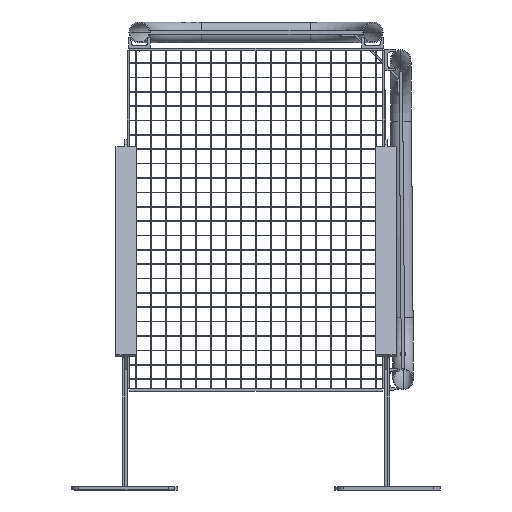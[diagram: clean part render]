
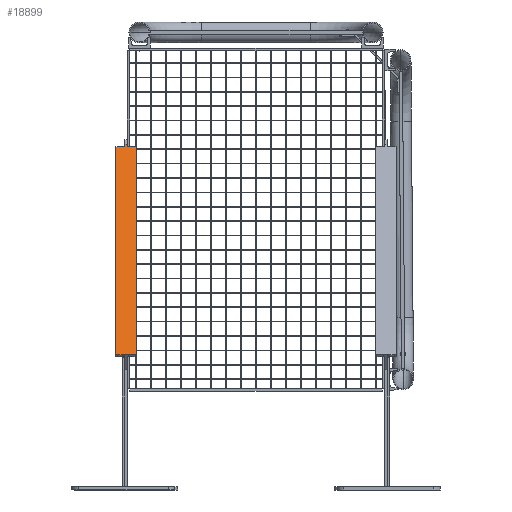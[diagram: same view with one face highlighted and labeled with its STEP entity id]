
A CAD part, front view. The second image highlights one B-rep face of the part: STEP entity #18899.
In plain terms, the highlighted planar face has unit normal (0, -0.652, 0.758).
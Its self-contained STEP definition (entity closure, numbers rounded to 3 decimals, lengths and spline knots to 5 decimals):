
#761 = LINE ( 'NONE', #6492, #16206 ) ;
#3045 = DIRECTION ( 'NONE',  ( 0., -0.758, -0.652 ) ) ;
#3839 = VERTEX_POINT ( 'NONE', #41378 ) ;
#4497 = AXIS2_PLACEMENT_3D ( 'NONE', #78277, #15735, #58575 ) ;
#5582 = EDGE_LOOP ( 'NONE', ( #32681, #57715, #30658, #35173, #45702, #79350, #65754, #59550, #22657, #10290 ) ) ;
#6492 = CARTESIAN_POINT ( 'NONE',  ( -0.2795, -0.08948, 0.17008 ) ) ;
#8156 = CARTESIAN_POINT ( 'NONE',  ( -0.3105, -0.08948, 0.17008 ) ) ;
#10003 = CARTESIAN_POINT ( 'NONE',  ( -0.306, -0.69639, -0.3517 ) ) ;
#10290 = ORIENTED_EDGE ( 'NONE', *, *, #38098, .F. ) ;
#11320 = VECTOR ( 'NONE', #23843, 1. ) ;
#11893 = LINE ( 'NONE', #73172, #11320 ) ;
#11941 = AXIS2_PLACEMENT_3D ( 'NONE', #10003, #78683, #3045 ) ;
#15735 = DIRECTION ( 'NONE',  ( 0., 0.652, -0.758 ) ) ;
#15935 = VERTEX_POINT ( 'NONE', #8156 ) ;
#16206 = VECTOR ( 'NONE', #37739, 1. ) ;
#16972 = EDGE_CURVE ( 'NONE', #19974, #64490, #11893, .T. ) ;
#18047 = EDGE_CURVE ( 'NONE', #3839, #51861, #46619, .T. ) ;
#18251 = LINE ( 'NONE', #80814, #74907 ) ;
#18879 = VECTOR ( 'NONE', #57282, 1. ) ;
#18899 = ADVANCED_FACE ( 'NONE', ( #65923 ), #27722, .F. ) ;
#19529 = DIRECTION ( 'NONE',  ( 0., -0.758, -0.652 ) ) ;
#19946 = CARTESIAN_POINT ( 'NONE',  ( -0.3, -0.08607, 0.17302 ) ) ;
#19974 = VERTEX_POINT ( 'NONE', #38141 ) ;
#22657 = ORIENTED_EDGE ( 'NONE', *, *, #75598, .T. ) ;
#23717 = VERTEX_POINT ( 'NONE', #19946 ) ;
#23843 = DIRECTION ( 'NONE',  ( 0., 0.758, 0.652 ) ) ;
#25976 = VERTEX_POINT ( 'NONE', #44792 ) ;
#26220 = DIRECTION ( 'NONE',  ( 0., 0.758, 0.652 ) ) ;
#27038 = LINE ( 'NONE', #38555, #61005 ) ;
#27722 = PLANE ( 'NONE',  #11941 ) ;
#29518 = CARTESIAN_POINT ( 'NONE',  ( -0.306, -0.0819, 0.1766 ) ) ;
#29702 = EDGE_CURVE ( 'NONE', #63816, #23717, #36289, .T. ) ;
#29710 = AXIS2_PLACEMENT_3D ( 'NONE', #57006, #70131, #19529 ) ;
#30658 = ORIENTED_EDGE ( 'NONE', *, *, #35143, .T. ) ;
#32681 = ORIENTED_EDGE ( 'NONE', *, *, #65979, .F. ) ;
#35143 = EDGE_CURVE ( 'NONE', #51861, #41581, #18251, .T. ) ;
#35173 = ORIENTED_EDGE ( 'NONE', *, *, #74730, .T. ) ;
#36289 = CIRCLE ( 'NONE', #29710, 0.0045 ) ;
#36629 = DIRECTION ( 'NONE',  ( 0., 0.758, 0.652 ) ) ;
#37739 = DIRECTION ( 'NONE',  ( -1., 0., 0. ) ) ;
#38098 = EDGE_CURVE ( 'NONE', #25976, #15935, #45252, .T. ) ;
#38141 = CARTESIAN_POINT ( 'NONE',  ( -0.306, -0.08607, 0.17302 ) ) ;
#38347 = LINE ( 'NONE', #50702, #18879 ) ;
#38555 = CARTESIAN_POINT ( 'NONE',  ( -0.3265, -0.69639, -0.3517 ) ) ;
#41378 = CARTESIAN_POINT ( 'NONE',  ( -0.3265, -0.65377, -0.31507 ) ) ;
#41581 = VERTEX_POINT ( 'NONE', #44058 ) ;
#44058 = CARTESIAN_POINT ( 'NONE',  ( -0.2795, -0.08948, 0.17008 ) ) ;
#44792 = CARTESIAN_POINT ( 'NONE',  ( -0.3265, -0.08948, 0.17008 ) ) ;
#45252 = LINE ( 'NONE', #70320, #73399 ) ;
#45702 = ORIENTED_EDGE ( 'NONE', *, *, #29702, .T. ) ;
#45715 = CARTESIAN_POINT ( 'NONE',  ( -0.2795, -0.65377, -0.31507 ) ) ;
#46619 = LINE ( 'NONE', #70475, #68305 ) ;
#50702 = CARTESIAN_POINT ( 'NONE',  ( -0.306, -0.0819, 0.1766 ) ) ;
#51861 = VERTEX_POINT ( 'NONE', #45715 ) ;
#51987 = DIRECTION ( 'NONE',  ( 1., 0., 0. ) ) ;
#52910 = EDGE_CURVE ( 'NONE', #64490, #72650, #38347, .T. ) ;
#53574 = VECTOR ( 'NONE', #36629, 1. ) ;
#54908 = DIRECTION ( 'NONE',  ( 0., 0.758, 0.652 ) ) ;
#55736 = CIRCLE ( 'NONE', #4497, 0.0045 ) ;
#56047 = CARTESIAN_POINT ( 'NONE',  ( -0.3, -0.0819, 0.1766 ) ) ;
#57006 = CARTESIAN_POINT ( 'NONE',  ( -0.2955, -0.08607, 0.17302 ) ) ;
#57282 = DIRECTION ( 'NONE',  ( 1., 0., 0. ) ) ;
#57715 = ORIENTED_EDGE ( 'NONE', *, *, #18047, .T. ) ;
#57998 = DIRECTION ( 'NONE',  ( 1., 0., 0. ) ) ;
#58575 = DIRECTION ( 'NONE',  ( 0., -0.758, -0.652 ) ) ;
#59550 = ORIENTED_EDGE ( 'NONE', *, *, #16972, .F. ) ;
#61005 = VECTOR ( 'NONE', #26220, 1. ) ;
#63816 = VERTEX_POINT ( 'NONE', #79812 ) ;
#64490 = VERTEX_POINT ( 'NONE', #29518 ) ;
#65754 = ORIENTED_EDGE ( 'NONE', *, *, #52910, .F. ) ;
#65923 = FACE_OUTER_BOUND ( 'NONE', #5582, .T. ) ;
#65979 = EDGE_CURVE ( 'NONE', #3839, #25976, #27038, .T. ) ;
#68305 = VECTOR ( 'NONE', #51987, 1. ) ;
#70131 = DIRECTION ( 'NONE',  ( 0., 0.652, -0.758 ) ) ;
#70320 = CARTESIAN_POINT ( 'NONE',  ( -0.3265, -0.08948, 0.17008 ) ) ;
#70475 = CARTESIAN_POINT ( 'NONE',  ( -0.306, -0.65377, -0.31507 ) ) ;
#70497 = EDGE_CURVE ( 'NONE', #23717, #72650, #80655, .T. ) ;
#72650 = VERTEX_POINT ( 'NONE', #56047 ) ;
#73172 = CARTESIAN_POINT ( 'NONE',  ( -0.306, -0.69639, -0.3517 ) ) ;
#73399 = VECTOR ( 'NONE', #57998, 1. ) ;
#74730 = EDGE_CURVE ( 'NONE', #41581, #63816, #761, .T. ) ;
#74907 = VECTOR ( 'NONE', #54908, 1. ) ;
#75598 = EDGE_CURVE ( 'NONE', #19974, #15935, #55736, .T. ) ;
#75691 = CARTESIAN_POINT ( 'NONE',  ( -0.3, -0.69639, -0.3517 ) ) ;
#78277 = CARTESIAN_POINT ( 'NONE',  ( -0.3105, -0.08607, 0.17302 ) ) ;
#78683 = DIRECTION ( 'NONE',  ( 0., 0.652, -0.758 ) ) ;
#79350 = ORIENTED_EDGE ( 'NONE', *, *, #70497, .T. ) ;
#79812 = CARTESIAN_POINT ( 'NONE',  ( -0.2955, -0.08948, 0.17008 ) ) ;
#80655 = LINE ( 'NONE', #75691, #53574 ) ;
#80814 = CARTESIAN_POINT ( 'NONE',  ( -0.2795, -0.69639, -0.3517 ) ) ;
